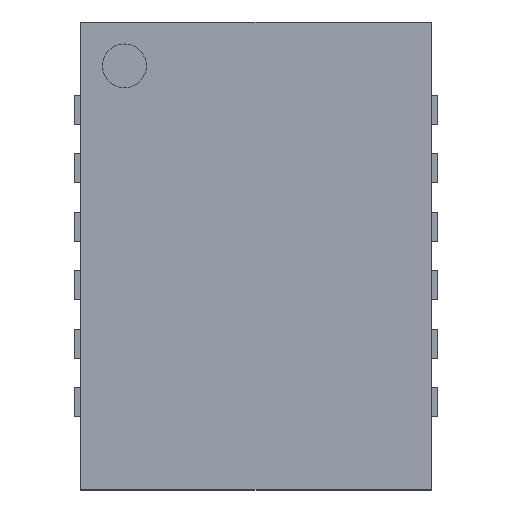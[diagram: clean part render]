
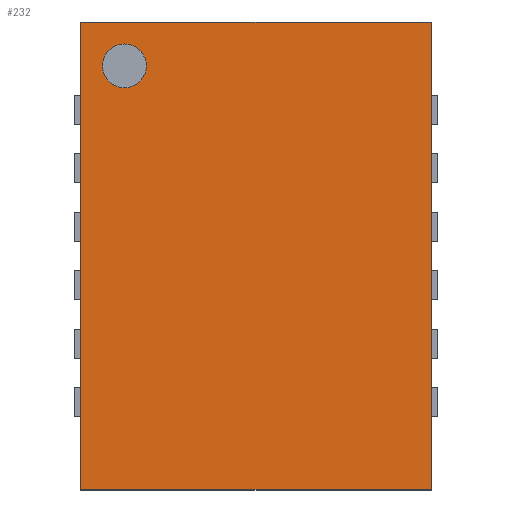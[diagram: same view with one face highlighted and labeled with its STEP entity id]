
A CAD part, top view. The second image highlights one B-rep face of the part: STEP entity #232.
In plain terms, the highlighted planar face has unit normal (0, 0, 1).
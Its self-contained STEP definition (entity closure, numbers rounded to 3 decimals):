
#43 = VERTEX_POINT('',#44);
#44 = CARTESIAN_POINT('',(-1.5,-2.,0.8));
#51 = PLANE('',#52);
#52 = AXIS2_PLACEMENT_3D('',#53,#54,#55);
#53 = CARTESIAN_POINT('',(-1.5,-2.,0.05));
#54 = DIRECTION('',(1.,0.,0.));
#55 = DIRECTION('',(0.,0.,1.));
#63 = PLANE('',#64);
#64 = AXIS2_PLACEMENT_3D('',#65,#66,#67);
#65 = CARTESIAN_POINT('',(-1.5,-2.,0.05));
#66 = DIRECTION('',(0.,1.,0.));
#67 = DIRECTION('',(0.,0.,1.));
#104 = VERTEX_POINT('',#105);
#105 = CARTESIAN_POINT('',(-1.5,2.,0.8));
#119 = PLANE('',#120);
#120 = AXIS2_PLACEMENT_3D('',#121,#122,#123);
#121 = CARTESIAN_POINT('',(-1.5,2.,0.05));
#122 = DIRECTION('',(0.,1.,0.));
#123 = DIRECTION('',(0.,0.,1.));
#131 = EDGE_CURVE('',#43,#104,#132,.T.);
#132 = SURFACE_CURVE('',#133,(#137,#144),.PCURVE_S1.);
#133 = LINE('',#134,#135);
#134 = CARTESIAN_POINT('',(-1.5,-2.,0.8));
#135 = VECTOR('',#136,1.);
#136 = DIRECTION('',(0.,1.,0.));
#137 = PCURVE('',#51,#138);
#138 = DEFINITIONAL_REPRESENTATION('',(#139),#143);
#139 = LINE('',#140,#141);
#140 = CARTESIAN_POINT('',(0.75,0.));
#141 = VECTOR('',#142,1.);
#142 = DIRECTION('',(0.,-1.));
#143 = ( GEOMETRIC_REPRESENTATION_CONTEXT(2) 
PARAMETRIC_REPRESENTATION_CONTEXT() REPRESENTATION_CONTEXT('2D SPACE',''
  ) );
#144 = PCURVE('',#145,#150);
#145 = PLANE('',#146);
#146 = AXIS2_PLACEMENT_3D('',#147,#148,#149);
#147 = CARTESIAN_POINT('',(-1.5,-2.,0.8));
#148 = DIRECTION('',(0.,0.,1.));
#149 = DIRECTION('',(1.,0.,0.));
#150 = DEFINITIONAL_REPRESENTATION('',(#151),#155);
#151 = LINE('',#152,#153);
#152 = CARTESIAN_POINT('',(0.,0.));
#153 = VECTOR('',#154,1.);
#154 = DIRECTION('',(0.,1.));
#155 = ( GEOMETRIC_REPRESENTATION_CONTEXT(2) 
PARAMETRIC_REPRESENTATION_CONTEXT() REPRESENTATION_CONTEXT('2D SPACE',''
  ) );
#184 = EDGE_CURVE('',#43,#185,#187,.T.);
#185 = VERTEX_POINT('',#186);
#186 = CARTESIAN_POINT('',(1.5,-2.,0.8));
#187 = SURFACE_CURVE('',#188,(#192,#199),.PCURVE_S1.);
#188 = LINE('',#189,#190);
#189 = CARTESIAN_POINT('',(-1.5,-2.,0.8));
#190 = VECTOR('',#191,1.);
#191 = DIRECTION('',(1.,0.,0.));
#192 = PCURVE('',#63,#193);
#193 = DEFINITIONAL_REPRESENTATION('',(#194),#198);
#194 = LINE('',#195,#196);
#195 = CARTESIAN_POINT('',(0.75,0.));
#196 = VECTOR('',#197,1.);
#197 = DIRECTION('',(0.,1.));
#198 = ( GEOMETRIC_REPRESENTATION_CONTEXT(2) 
PARAMETRIC_REPRESENTATION_CONTEXT() REPRESENTATION_CONTEXT('2D SPACE',''
  ) );
#199 = PCURVE('',#145,#200);
#200 = DEFINITIONAL_REPRESENTATION('',(#201),#205);
#201 = LINE('',#202,#203);
#202 = CARTESIAN_POINT('',(0.,0.));
#203 = VECTOR('',#204,1.);
#204 = DIRECTION('',(1.,0.));
#205 = ( GEOMETRIC_REPRESENTATION_CONTEXT(2) 
PARAMETRIC_REPRESENTATION_CONTEXT() REPRESENTATION_CONTEXT('2D SPACE',''
  ) );
#221 = PLANE('',#222);
#222 = AXIS2_PLACEMENT_3D('',#223,#224,#225);
#223 = CARTESIAN_POINT('',(1.5,-2.,0.05));
#224 = DIRECTION('',(1.,0.,0.));
#225 = DIRECTION('',(0.,0.,1.));
#232 = ADVANCED_FACE('',(#233,#281),#145,.T.);
#233 = FACE_BOUND('',#234,.T.);
#234 = EDGE_LOOP('',(#235,#236,#237,#260));
#235 = ORIENTED_EDGE('',*,*,#131,.F.);
#236 = ORIENTED_EDGE('',*,*,#184,.T.);
#237 = ORIENTED_EDGE('',*,*,#238,.T.);
#238 = EDGE_CURVE('',#185,#239,#241,.T.);
#239 = VERTEX_POINT('',#240);
#240 = CARTESIAN_POINT('',(1.5,2.,0.8));
#241 = SURFACE_CURVE('',#242,(#246,#253),.PCURVE_S1.);
#242 = LINE('',#243,#244);
#243 = CARTESIAN_POINT('',(1.5,-2.,0.8));
#244 = VECTOR('',#245,1.);
#245 = DIRECTION('',(0.,1.,0.));
#246 = PCURVE('',#145,#247);
#247 = DEFINITIONAL_REPRESENTATION('',(#248),#252);
#248 = LINE('',#249,#250);
#249 = CARTESIAN_POINT('',(3.,0.));
#250 = VECTOR('',#251,1.);
#251 = DIRECTION('',(0.,1.));
#252 = ( GEOMETRIC_REPRESENTATION_CONTEXT(2) 
PARAMETRIC_REPRESENTATION_CONTEXT() REPRESENTATION_CONTEXT('2D SPACE',''
  ) );
#253 = PCURVE('',#221,#254);
#254 = DEFINITIONAL_REPRESENTATION('',(#255),#259);
#255 = LINE('',#256,#257);
#256 = CARTESIAN_POINT('',(0.75,0.));
#257 = VECTOR('',#258,1.);
#258 = DIRECTION('',(0.,-1.));
#259 = ( GEOMETRIC_REPRESENTATION_CONTEXT(2) 
PARAMETRIC_REPRESENTATION_CONTEXT() REPRESENTATION_CONTEXT('2D SPACE',''
  ) );
#260 = ORIENTED_EDGE('',*,*,#261,.F.);
#261 = EDGE_CURVE('',#104,#239,#262,.T.);
#262 = SURFACE_CURVE('',#263,(#267,#274),.PCURVE_S1.);
#263 = LINE('',#264,#265);
#264 = CARTESIAN_POINT('',(-1.5,2.,0.8));
#265 = VECTOR('',#266,1.);
#266 = DIRECTION('',(1.,0.,0.));
#267 = PCURVE('',#145,#268);
#268 = DEFINITIONAL_REPRESENTATION('',(#269),#273);
#269 = LINE('',#270,#271);
#270 = CARTESIAN_POINT('',(0.,4.));
#271 = VECTOR('',#272,1.);
#272 = DIRECTION('',(1.,0.));
#273 = ( GEOMETRIC_REPRESENTATION_CONTEXT(2) 
PARAMETRIC_REPRESENTATION_CONTEXT() REPRESENTATION_CONTEXT('2D SPACE',''
  ) );
#274 = PCURVE('',#119,#275);
#275 = DEFINITIONAL_REPRESENTATION('',(#276),#280);
#276 = LINE('',#277,#278);
#277 = CARTESIAN_POINT('',(0.75,0.));
#278 = VECTOR('',#279,1.);
#279 = DIRECTION('',(0.,1.));
#280 = ( GEOMETRIC_REPRESENTATION_CONTEXT(2) 
PARAMETRIC_REPRESENTATION_CONTEXT() REPRESENTATION_CONTEXT('2D SPACE',''
  ) );
#281 = FACE_BOUND('',#282,.T.);
#282 = EDGE_LOOP('',(#283));
#283 = ORIENTED_EDGE('',*,*,#284,.F.);
#284 = EDGE_CURVE('',#285,#285,#287,.T.);
#285 = VERTEX_POINT('',#286);
#286 = CARTESIAN_POINT('',(-0.938,1.625,0.8));
#287 = SURFACE_CURVE('',#288,(#293,#300),.PCURVE_S1.);
#288 = CIRCLE('',#289,0.188);
#289 = AXIS2_PLACEMENT_3D('',#290,#291,#292);
#290 = CARTESIAN_POINT('',(-1.125,1.625,0.8));
#291 = DIRECTION('',(0.,0.,1.));
#292 = DIRECTION('',(1.,0.,0.));
#293 = PCURVE('',#145,#294);
#294 = DEFINITIONAL_REPRESENTATION('',(#295),#299);
#295 = CIRCLE('',#296,0.188);
#296 = AXIS2_PLACEMENT_2D('',#297,#298);
#297 = CARTESIAN_POINT('',(0.375,3.625));
#298 = DIRECTION('',(1.,0.));
#299 = ( GEOMETRIC_REPRESENTATION_CONTEXT(2) 
PARAMETRIC_REPRESENTATION_CONTEXT() REPRESENTATION_CONTEXT('2D SPACE',''
  ) );
#300 = PCURVE('',#301,#306);
#301 = CYLINDRICAL_SURFACE('',#302,0.188);
#302 = AXIS2_PLACEMENT_3D('',#303,#304,#305);
#303 = CARTESIAN_POINT('',(-1.125,1.625,0.72));
#304 = DIRECTION('',(0.,0.,1.));
#305 = DIRECTION('',(1.,0.,0.));
#306 = DEFINITIONAL_REPRESENTATION('',(#307),#311);
#307 = LINE('',#308,#309);
#308 = CARTESIAN_POINT('',(0.,0.08));
#309 = VECTOR('',#310,1.);
#310 = DIRECTION('',(1.,0.));
#311 = ( GEOMETRIC_REPRESENTATION_CONTEXT(2) 
PARAMETRIC_REPRESENTATION_CONTEXT() REPRESENTATION_CONTEXT('2D SPACE',''
  ) );
